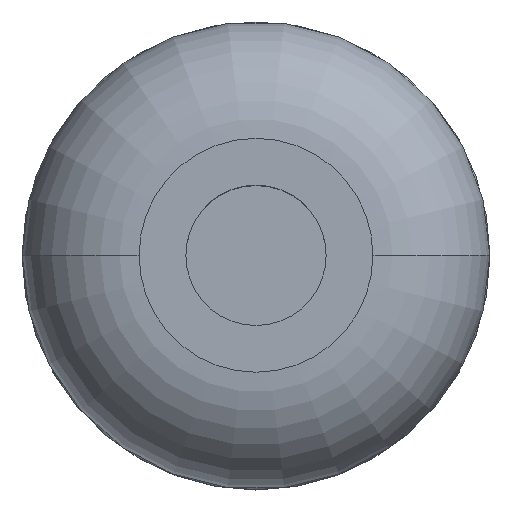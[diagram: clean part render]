
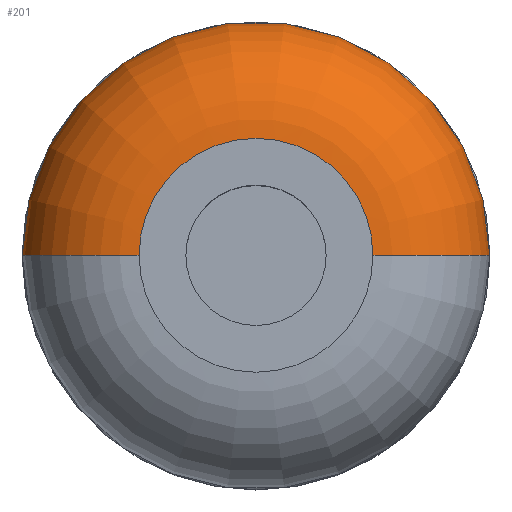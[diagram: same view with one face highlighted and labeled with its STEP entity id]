
A CAD part, top view. The second image highlights one B-rep face of the part: STEP entity #201.
In plain terms, the highlighted toroidal (fillet/blend) face has major radius 2.5 mm and minor radius 2.5 mm.
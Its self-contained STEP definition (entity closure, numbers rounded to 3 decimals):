
#11 = EDGE_LOOP ( 'NONE', ( #228, #316, #335, #133 ) ) ;
#17 = CARTESIAN_POINT ( 'NONE',  ( 2.5, 0., 7.5 ) ) ;
#18 = AXIS2_PLACEMENT_3D ( 'NONE', #17, #474, #349 ) ;
#37 = AXIS2_PLACEMENT_3D ( 'NONE', #143, #75, #455 ) ;
#46 = VERTEX_POINT ( 'NONE', #169 ) ;
#66 = VERTEX_POINT ( 'NONE', #120 ) ;
#75 = DIRECTION ( 'NONE',  ( 0., 0., 1. ) ) ;
#84 = AXIS2_PLACEMENT_3D ( 'NONE', #204, #405, #319 ) ;
#120 = CARTESIAN_POINT ( 'NONE',  ( -2.5, 0., 10. ) ) ;
#133 = ORIENTED_EDGE ( 'NONE', *, *, #362, .F. ) ;
#143 = CARTESIAN_POINT ( 'NONE',  ( 0., 0., 7.5 ) ) ;
#149 = DIRECTION ( 'NONE',  ( -1., 0., 0. ) ) ;
#156 = DIRECTION ( 'NONE',  ( 0., 1., 0. ) ) ;
#160 = DIRECTION ( 'NONE',  ( 0., 0., 1. ) ) ;
#169 = CARTESIAN_POINT ( 'NONE',  ( -3.927, 0., 5.447 ) ) ;
#174 = AXIS2_PLACEMENT_3D ( 'NONE', #314, #160, #423 ) ;
#192 = FACE_OUTER_BOUND ( 'NONE', #11, .T. ) ;
#196 = TOROIDAL_SURFACE ( 'NONE', #37, 2.5, 2.5 ) ;
#201 = ADVANCED_FACE ( 'NONE', ( #192 ), #196, .T. ) ;
#204 = CARTESIAN_POINT ( 'NONE',  ( 0., 0., 5.447 ) ) ;
#209 = CIRCLE ( 'NONE', #486, 2.5 ) ;
#226 = CIRCLE ( 'NONE', #18, 2.5 ) ;
#228 = ORIENTED_EDGE ( 'NONE', *, *, #449, .T. ) ;
#250 = CARTESIAN_POINT ( 'NONE',  ( 2.5, 0., 10. ) ) ;
#293 = CIRCLE ( 'NONE', #84, 3.927 ) ;
#301 = VERTEX_POINT ( 'NONE', #434 ) ;
#314 = CARTESIAN_POINT ( 'NONE',  ( 0., 0., 10. ) ) ;
#316 = ORIENTED_EDGE ( 'NONE', *, *, #368, .T. ) ;
#319 = DIRECTION ( 'NONE',  ( 1., 0., 0. ) ) ;
#331 = CIRCLE ( 'NONE', #174, 2.5 ) ;
#335 = ORIENTED_EDGE ( 'NONE', *, *, #404, .F. ) ;
#349 = DIRECTION ( 'NONE',  ( 0., 0., -1. ) ) ;
#362 = EDGE_CURVE ( 'NONE', #301, #450, #226, .T. ) ;
#368 = EDGE_CURVE ( 'NONE', #46, #66, #209, .T. ) ;
#404 = EDGE_CURVE ( 'NONE', #450, #66, #331, .T. ) ;
#405 = DIRECTION ( 'NONE',  ( 0., 0., 1. ) ) ;
#423 = DIRECTION ( 'NONE',  ( 1., 0., 0. ) ) ;
#434 = CARTESIAN_POINT ( 'NONE',  ( 3.927, 0., 5.447 ) ) ;
#449 = EDGE_CURVE ( 'NONE', #301, #46, #293, .T. ) ;
#450 = VERTEX_POINT ( 'NONE', #250 ) ;
#454 = CARTESIAN_POINT ( 'NONE',  ( -2.5, 0., 7.5 ) ) ;
#455 = DIRECTION ( 'NONE',  ( 1., 0., 0. ) ) ;
#474 = DIRECTION ( 'NONE',  ( 0., -1., 0. ) ) ;
#486 = AXIS2_PLACEMENT_3D ( 'NONE', #454, #156, #149 ) ;
